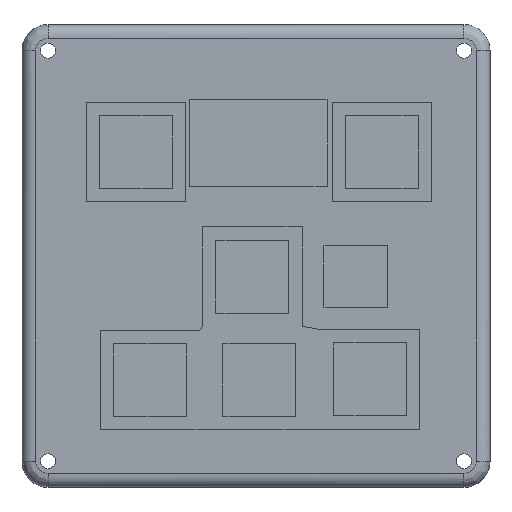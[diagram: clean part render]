
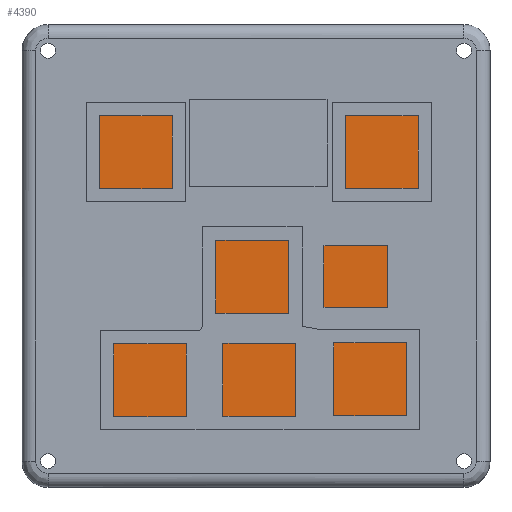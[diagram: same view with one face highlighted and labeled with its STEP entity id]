
A CAD part, top view. The second image highlights one B-rep face of the part: STEP entity #4390.
In plain terms, the highlighted planar face has unit normal (0, 0, 1).
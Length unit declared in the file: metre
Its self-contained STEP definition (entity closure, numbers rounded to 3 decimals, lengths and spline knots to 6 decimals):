
#208=ORIENTED_EDGE('',*,*,#1462,.F.);
#209=ORIENTED_EDGE('',*,*,#1466,.T.);
#210=ORIENTED_EDGE('',*,*,#1469,.T.);
#211=ORIENTED_EDGE('',*,*,#1471,.F.);
#1462=EDGE_CURVE('',#2096,#2097,#2524,.T.);
#1466=EDGE_CURVE('',#2096,#2099,#2528,.T.);
#1469=EDGE_CURVE('',#2099,#2101,#2531,.T.);
#1471=EDGE_CURVE('',#2097,#2101,#2533,.T.);
#2096=VERTEX_POINT('',#6050);
#2097=VERTEX_POINT('',#6052);
#2099=VERTEX_POINT('',#6058);
#2101=VERTEX_POINT('',#6064);
#2524=LINE('',#6051,#3036);
#2528=LINE('',#6059,#3040);
#2531=LINE('',#6065,#3043);
#2533=LINE('',#6068,#3045);
#3036=VECTOR('',#4958,1.);
#3040=VECTOR('',#4964,1.);
#3043=VECTOR('',#4969,1.);
#3045=VECTOR('',#4973,1.);
#3550=EDGE_LOOP('',(#208,#209,#210,#211));
#3882=FACE_BOUND('',#3550,.T.);
#4214=PLANE('',#4667);
#4390=ADVANCED_FACE('',(#3882),#4214,.T.);
#4667=AXIS2_PLACEMENT_3D('',#6069,#4974,#4975);
#4958=DIRECTION('',(1.,0.,0.));
#4964=DIRECTION('',(0.,-1.,0.));
#4969=DIRECTION('',(1.,0.,0.));
#4973=DIRECTION('',(0.,-1.,0.));
#4974=DIRECTION('',(0.,0.,1.));
#4975=DIRECTION('',(1.,0.,0.));
#6050=CARTESIAN_POINT('',(-0.007625,0.037645,0.01209));
#6051=CARTESIAN_POINT('',(0.0262,0.037645,0.01209));
#6052=CARTESIAN_POINT('',(0.060025,0.037645,0.01209));
#6058=CARTESIAN_POINT('',(-0.007625,-0.029005,0.01209));
#6059=CARTESIAN_POINT('',(-0.007625,0.00432,0.01209));
#6064=CARTESIAN_POINT('',(0.060025,-0.029005,0.01209));
#6065=CARTESIAN_POINT('',(0.0262,-0.029005,0.01209));
#6068=CARTESIAN_POINT('',(0.060025,0.00432,0.01209));
#6069=CARTESIAN_POINT('',(0.0262,0.00432,0.01209));
